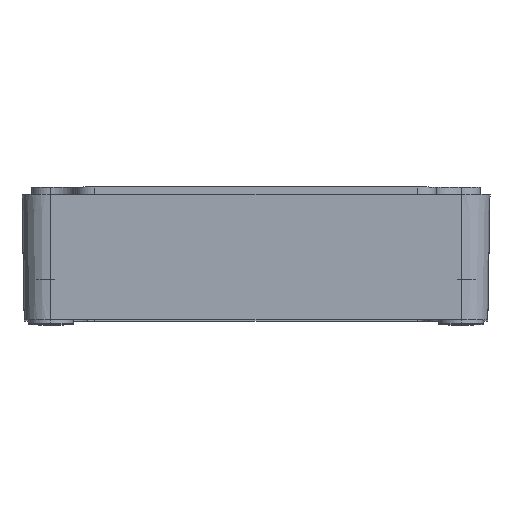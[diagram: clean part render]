
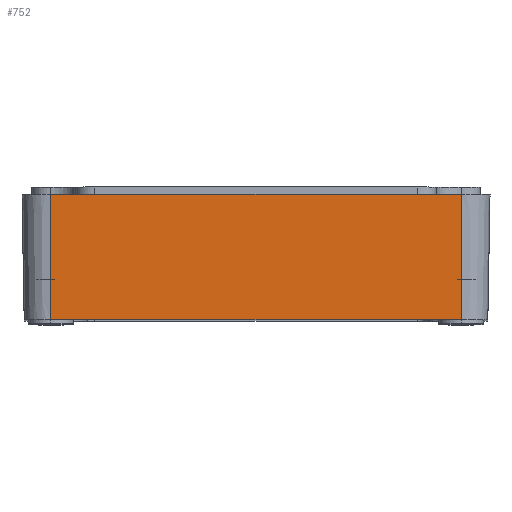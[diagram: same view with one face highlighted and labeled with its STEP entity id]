
A CAD part, top view. The second image highlights one B-rep face of the part: STEP entity #752.
In plain terms, the highlighted planar face has unit normal (0, -0.018, 1).
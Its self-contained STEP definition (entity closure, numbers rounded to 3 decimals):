
#7 = DIRECTION ( 'NONE',  ( 1., 0., 0. ) ) ;
#30 = VERTEX_POINT ( 'NONE', #198 ) ;
#54 = CARTESIAN_POINT ( 'NONE',  ( -82., -50., 187.627 ) ) ;
#169 = EDGE_CURVE ( 'NONE', #2811, #2746, #1481, .T. ) ;
#198 = CARTESIAN_POINT ( 'NONE',  ( -82., 0., 188.5 ) ) ;
#218 = CARTESIAN_POINT ( 'NONE',  ( -82., -50., 187.627 ) ) ;
#244 = DIRECTION ( 'NONE',  ( 0., 1., 0.017 ) ) ;
#249 = LINE ( 'NONE', #1861, #1649 ) ;
#558 = LINE ( 'NONE', #750, #2131 ) ;
#750 = CARTESIAN_POINT ( 'NONE',  ( -82., 0., 188.5 ) ) ;
#752 = ADVANCED_FACE ( 'NONE', ( #882 ), #1204, .T. ) ;
#882 = FACE_OUTER_BOUND ( 'NONE', #2239, .T. ) ;
#1049 = ORIENTED_EDGE ( 'NONE', *, *, #1903, .F. ) ;
#1088 = VECTOR ( 'NONE', #2042, 1000. ) ;
#1204 = PLANE ( 'NONE',  #1606 ) ;
#1218 = DIRECTION ( 'NONE',  ( 0., 1., 0.017 ) ) ;
#1481 = LINE ( 'NONE', #1838, #2825 ) ;
#1589 = CARTESIAN_POINT ( 'NONE',  ( 82., -50., 187.627 ) ) ;
#1606 = AXIS2_PLACEMENT_3D ( 'NONE', #2816, #1901, #2597 ) ;
#1649 = VECTOR ( 'NONE', #7, 1000. ) ;
#1701 = ORIENTED_EDGE ( 'NONE', *, *, #1733, .F. ) ;
#1726 = VERTEX_POINT ( 'NONE', #218 ) ;
#1733 = EDGE_CURVE ( 'NONE', #30, #2746, #249, .T. ) ;
#1838 = CARTESIAN_POINT ( 'NONE',  ( 82., 0., 188.5 ) ) ;
#1861 = CARTESIAN_POINT ( 'NONE',  ( -82., 0., 188.5 ) ) ;
#1901 = DIRECTION ( 'NONE',  ( 0., -0.017, 1. ) ) ;
#1903 = EDGE_CURVE ( 'NONE', #1726, #30, #558, .T. ) ;
#2042 = DIRECTION ( 'NONE',  ( 1., 0., 0. ) ) ;
#2131 = VECTOR ( 'NONE', #1218, 1000. ) ;
#2239 = EDGE_LOOP ( 'NONE', ( #1701, #1049, #2943, #2512 ) ) ;
#2246 = CARTESIAN_POINT ( 'NONE',  ( 82., 0., 188.5 ) ) ;
#2512 = ORIENTED_EDGE ( 'NONE', *, *, #169, .T. ) ;
#2562 = LINE ( 'NONE', #54, #1088 ) ;
#2597 = DIRECTION ( 'NONE',  ( 0., -1., -0.017 ) ) ;
#2746 = VERTEX_POINT ( 'NONE', #2246 ) ;
#2811 = VERTEX_POINT ( 'NONE', #1589 ) ;
#2816 = CARTESIAN_POINT ( 'NONE',  ( -82., 0., 188.5 ) ) ;
#2825 = VECTOR ( 'NONE', #244, 1000. ) ;
#2831 = EDGE_CURVE ( 'NONE', #1726, #2811, #2562, .T. ) ;
#2943 = ORIENTED_EDGE ( 'NONE', *, *, #2831, .T. ) ;
